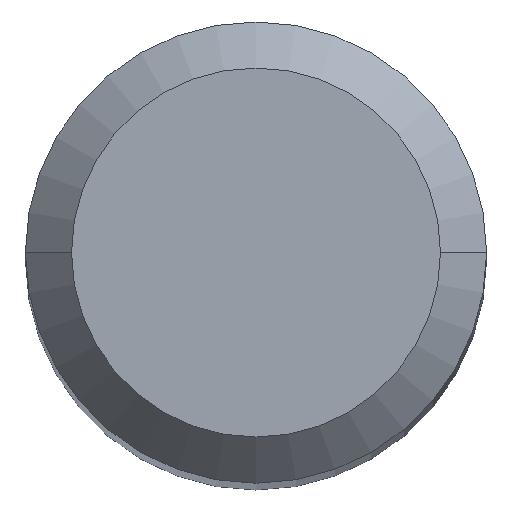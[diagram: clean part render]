
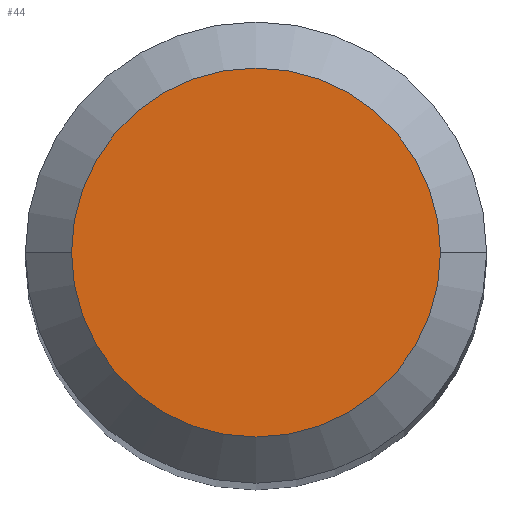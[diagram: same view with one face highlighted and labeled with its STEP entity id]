
A CAD part, top view. The second image highlights one B-rep face of the part: STEP entity #44.
In plain terms, the highlighted planar face has unit normal (0, 0, 1).
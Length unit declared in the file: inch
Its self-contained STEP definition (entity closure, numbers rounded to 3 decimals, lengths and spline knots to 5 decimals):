
#24 = CIRCLE ( 'NONE', #116, 0.05 ) ;
#35 = DIRECTION ( 'NONE',  ( 0., 0., -1. ) ) ;
#38 = EDGE_CURVE ( 'NONE', #257, #212, #46, .T. ) ;
#39 = CARTESIAN_POINT ( 'NONE',  ( 0., 0., 0. ) ) ;
#44 = ADVANCED_FACE ( 'NONE', ( #266 ), #343, .F. ) ;
#46 = CIRCLE ( 'NONE', #400, 0.05 ) ;
#116 = AXIS2_PLACEMENT_3D ( 'NONE', #315, #464, #354 ) ;
#165 = EDGE_CURVE ( 'NONE', #212, #257, #24, .T. ) ;
#187 = CARTESIAN_POINT ( 'NONE',  ( 0., 0., 0. ) ) ;
#212 = VERTEX_POINT ( 'NONE', #276 ) ;
#250 = EDGE_LOOP ( 'NONE', ( #374, #389 ) ) ;
#257 = VERTEX_POINT ( 'NONE', #391 ) ;
#266 = FACE_OUTER_BOUND ( 'NONE', #250, .T. ) ;
#276 = CARTESIAN_POINT ( 'NONE',  ( -0.05, 0., 0. ) ) ;
#315 = CARTESIAN_POINT ( 'NONE',  ( 0., 0., 0. ) ) ;
#323 = AXIS2_PLACEMENT_3D ( 'NONE', #39, #35, #382 ) ;
#343 = PLANE ( 'NONE',  #323 ) ;
#354 = DIRECTION ( 'NONE',  ( 1., 0., 0. ) ) ;
#374 = ORIENTED_EDGE ( 'NONE', *, *, #165, .T. ) ;
#380 = DIRECTION ( 'NONE',  ( 1., 0., 0. ) ) ;
#382 = DIRECTION ( 'NONE',  ( -1., 0., 0. ) ) ;
#389 = ORIENTED_EDGE ( 'NONE', *, *, #38, .T. ) ;
#391 = CARTESIAN_POINT ( 'NONE',  ( 0.05, 0., 0. ) ) ;
#400 = AXIS2_PLACEMENT_3D ( 'NONE', #187, #417, #380 ) ;
#417 = DIRECTION ( 'NONE',  ( 0., 0., 1. ) ) ;
#464 = DIRECTION ( 'NONE',  ( 0., 0., 1. ) ) ;
